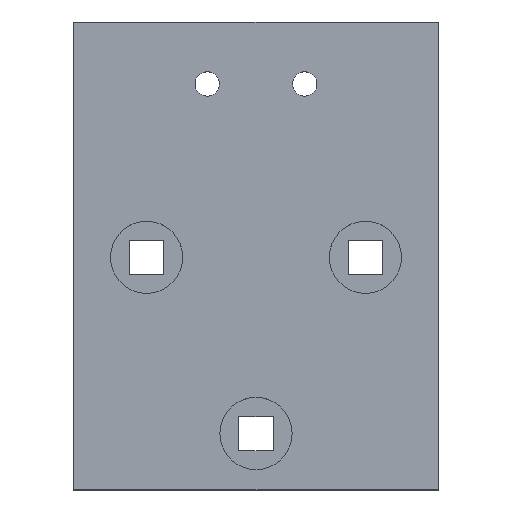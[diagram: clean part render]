
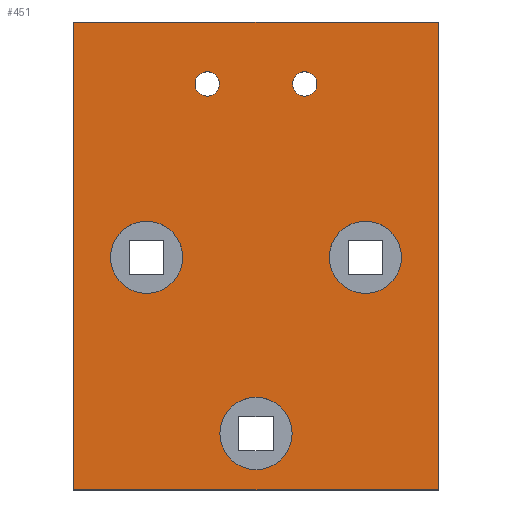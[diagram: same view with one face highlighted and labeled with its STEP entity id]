
A CAD part, top view. The second image highlights one B-rep face of the part: STEP entity #451.
In plain terms, the highlighted planar face has unit normal (0, 0, 1).
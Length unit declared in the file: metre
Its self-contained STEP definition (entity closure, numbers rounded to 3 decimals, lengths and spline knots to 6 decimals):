
#17=CIRCLE('',#491,0.006668);
#18=CIRCLE('',#492,0.006668);
#19=CIRCLE('',#493,0.006668);
#20=CIRCLE('',#494,0.00225);
#21=CIRCLE('',#495,0.00225);
#39=ORIENTED_EDGE('',*,*,#153,.F.);
#40=ORIENTED_EDGE('',*,*,#154,.F.);
#41=ORIENTED_EDGE('',*,*,#155,.F.);
#42=ORIENTED_EDGE('',*,*,#145,.F.);
#43=ORIENTED_EDGE('',*,*,#149,.T.);
#44=ORIENTED_EDGE('',*,*,#152,.T.);
#45=ORIENTED_EDGE('',*,*,#156,.T.);
#46=ORIENTED_EDGE('',*,*,#157,.F.);
#47=ORIENTED_EDGE('',*,*,#158,.F.);
#145=EDGE_CURVE('',#203,#204,#245,.T.);
#149=EDGE_CURVE('',#203,#206,#249,.T.);
#152=EDGE_CURVE('',#206,#208,#252,.T.);
#153=EDGE_CURVE('',#209,#209,#17,.T.);
#154=EDGE_CURVE('',#210,#210,#18,.T.);
#155=EDGE_CURVE('',#211,#211,#19,.T.);
#156=EDGE_CURVE('',#208,#204,#253,.T.);
#157=EDGE_CURVE('',#212,#212,#20,.T.);
#158=EDGE_CURVE('',#213,#213,#21,.T.);
#203=VERTEX_POINT('',#651);
#204=VERTEX_POINT('',#653);
#206=VERTEX_POINT('',#659);
#208=VERTEX_POINT('',#665);
#209=VERTEX_POINT('',#669);
#210=VERTEX_POINT('',#671);
#211=VERTEX_POINT('',#673);
#212=VERTEX_POINT('',#676);
#213=VERTEX_POINT('',#678);
#245=LINE('',#652,#293);
#249=LINE('',#660,#297);
#252=LINE('',#666,#300);
#253=LINE('',#674,#301);
#293=VECTOR('',#529,1.);
#297=VECTOR('',#535,1.);
#300=VECTOR('',#540,1.);
#301=VECTOR('',#549,1.);
#342=EDGE_LOOP('',(#39));
#343=EDGE_LOOP('',(#40));
#344=EDGE_LOOP('',(#41));
#345=EDGE_LOOP('',(#42,#43,#44,#45));
#346=EDGE_LOOP('',(#46));
#347=EDGE_LOOP('',(#47));
#386=FACE_BOUND('',#342,.T.);
#387=FACE_BOUND('',#343,.T.);
#388=FACE_BOUND('',#344,.T.);
#389=FACE_BOUND('',#345,.T.);
#390=FACE_BOUND('',#346,.T.);
#391=FACE_BOUND('',#347,.T.);
#430=PLANE('',#490);
#451=ADVANCED_FACE('',(#386,#387,#388,#389,#390,#391),#430,.T.);
#490=AXIS2_PLACEMENT_3D('',#667,#541,#542);
#491=AXIS2_PLACEMENT_3D('',#668,#543,#544);
#492=AXIS2_PLACEMENT_3D('',#670,#545,#546);
#493=AXIS2_PLACEMENT_3D('',#672,#547,#548);
#494=AXIS2_PLACEMENT_3D('',#675,#550,#551);
#495=AXIS2_PLACEMENT_3D('',#677,#552,#553);
#529=DIRECTION('',(0.,1.,0.));
#535=DIRECTION('',(1.,0.,0.));
#540=DIRECTION('',(0.,1.,0.));
#541=DIRECTION('',(0.,0.,1.));
#542=DIRECTION('',(1.,0.,0.));
#543=DIRECTION('',(0.,0.,1.));
#544=DIRECTION('',(1.,0.,0.));
#545=DIRECTION('',(0.,0.,1.));
#546=DIRECTION('',(1.,0.,0.));
#547=DIRECTION('',(0.,0.,1.));
#548=DIRECTION('',(1.,0.,0.));
#549=DIRECTION('',(-1.,0.,0.));
#550=DIRECTION('',(0.,0.,1.));
#551=DIRECTION('',(1.,0.,0.));
#552=DIRECTION('',(0.,0.,1.));
#553=DIRECTION('',(1.,0.,0.));
#651=CARTESIAN_POINT('',(0.,0.,0.0127));
#652=CARTESIAN_POINT('',(0.,0.026035,0.0127));
#653=CARTESIAN_POINT('',(0.,0.08636,0.0127));
#659=CARTESIAN_POINT('',(0.06731,0.,0.0127));
#660=CARTESIAN_POINT('',(0.033655,0.,0.0127));
#665=CARTESIAN_POINT('',(0.06731,0.08636,0.0127));
#666=CARTESIAN_POINT('',(0.06731,0.026035,0.0127));
#667=CARTESIAN_POINT('',(0.033655,0.026035,0.0127));
#668=CARTESIAN_POINT('',(0.033655,0.010414,0.0127));
#669=CARTESIAN_POINT('',(0.040323,0.010414,0.0127));
#670=CARTESIAN_POINT('',(0.013462,0.042926,0.0127));
#671=CARTESIAN_POINT('',(0.02013,0.042926,0.0127));
#672=CARTESIAN_POINT('',(0.053848,0.042926,0.0127));
#673=CARTESIAN_POINT('',(0.060516,0.042926,0.0127));
#674=CARTESIAN_POINT('',(0.033655,0.08636,0.0127));
#675=CARTESIAN_POINT('',(0.042655,0.07493,0.0127));
#676=CARTESIAN_POINT('',(0.044905,0.07493,0.0127));
#677=CARTESIAN_POINT('',(0.024655,0.07493,0.0127));
#678=CARTESIAN_POINT('',(0.026905,0.07493,0.0127));
